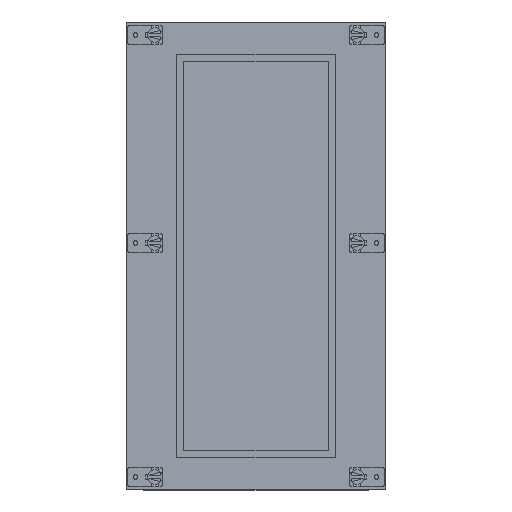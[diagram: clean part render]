
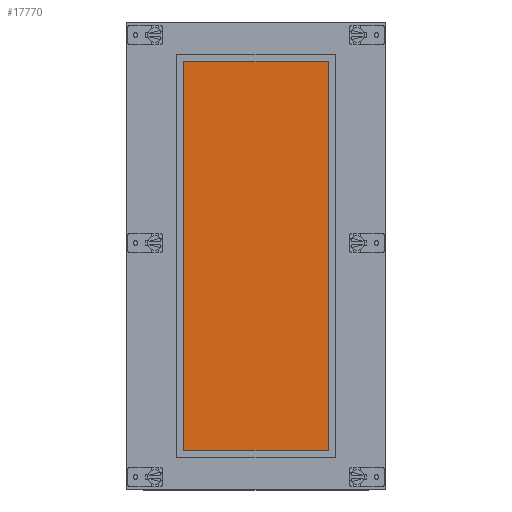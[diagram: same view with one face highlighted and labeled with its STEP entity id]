
A CAD part, top view. The second image highlights one B-rep face of the part: STEP entity #17770.
In plain terms, the highlighted planar face has unit normal (0, 0, 1).
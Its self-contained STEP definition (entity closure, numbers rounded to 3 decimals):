
#17691=DIRECTION('',(0.,1.,0.));
#17692=VECTOR('',#17691,389.95);
#17693=CARTESIAN_POINT('',(-77.225,-244.975,-1.));
#17694=LINE('',#17693,#17692);
#17695=DIRECTION('',(0.,-1.,0.));
#17696=VECTOR('',#17695,389.95);
#17697=CARTESIAN_POINT('',(77.225,144.975,-1.));
#17698=LINE('',#17697,#17696);
#17723=DIRECTION('',(-1.,0.,0.));
#17724=VECTOR('',#17723,154.45);
#17725=CARTESIAN_POINT('',(77.225,144.975,-1.));
#17726=LINE('',#17725,#17724);
#17731=DIRECTION('',(1.,0.,0.));
#17732=VECTOR('',#17731,154.45);
#17733=CARTESIAN_POINT('',(-77.225,-244.975,-1.));
#17734=LINE('',#17733,#17732);
#17739=CARTESIAN_POINT('',(-77.225,-244.975,-1.));
#17740=CARTESIAN_POINT('',(-77.225,144.975,-1.));
#17741=VERTEX_POINT('',#17739);
#17742=VERTEX_POINT('',#17740);
#17743=CARTESIAN_POINT('',(77.225,144.975,-1.));
#17744=VERTEX_POINT('',#17743);
#17745=CARTESIAN_POINT('',(77.225,-244.975,-1.));
#17746=VERTEX_POINT('',#17745);
#17755=CARTESIAN_POINT('',(0.,0.,-1.));
#17756=DIRECTION('',(0.,0.,-1.));
#17757=DIRECTION('',(-1.,0.,0.));
#17758=AXIS2_PLACEMENT_3D('',#17755,#17756,#17757);
#17759=PLANE('',#17758);
#17761=ORIENTED_EDGE('',*,*,#17760,.T.);
#17763=ORIENTED_EDGE('',*,*,#17762,.F.);
#17765=ORIENTED_EDGE('',*,*,#17764,.T.);
#17767=ORIENTED_EDGE('',*,*,#17766,.F.);
#17768=EDGE_LOOP('',(#17761,#17763,#17765,#17767));
#17769=FACE_OUTER_BOUND('',#17768,.F.);
#17760=EDGE_CURVE('',#17741,#17742,#17694,.T.);
#17762=EDGE_CURVE('',#17744,#17742,#17726,.T.);
#17764=EDGE_CURVE('',#17744,#17746,#17698,.T.);
#17766=EDGE_CURVE('',#17741,#17746,#17734,.T.);
#17770=ADVANCED_FACE('',(#17769),#17759,.F.);
